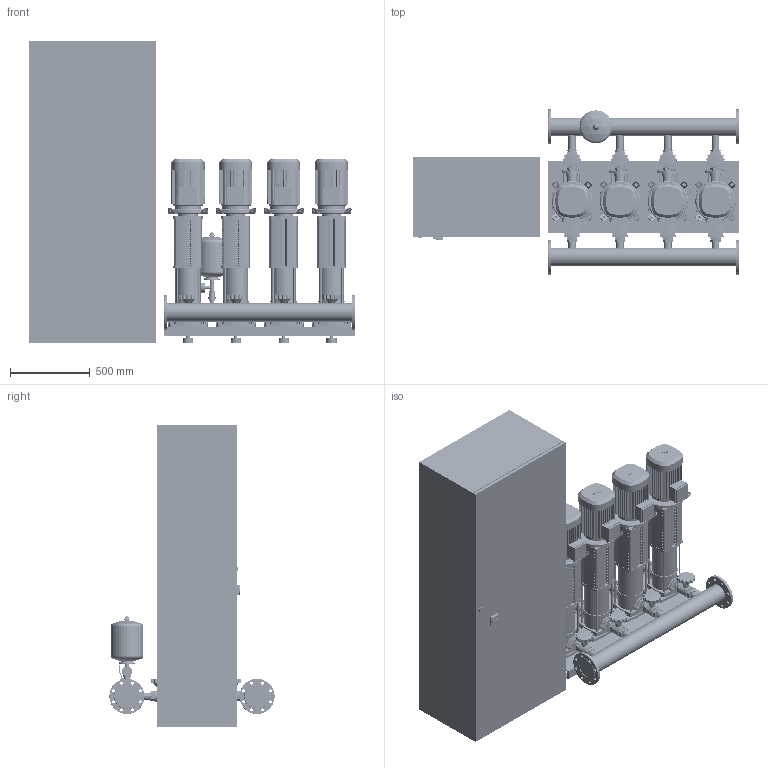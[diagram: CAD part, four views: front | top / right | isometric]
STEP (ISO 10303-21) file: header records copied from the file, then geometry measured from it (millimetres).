
FILE_DESCRIPTION((''),'2;1');
FILE_NAME('3d_COR-4HELIXV1607_K_CC-01-2532279.stp','2016-01-22T13:29:25',(''),(''),'Mechanical Desktop 2009','Mechanical Desktop 2009',', , ');
FILE_SCHEMA(('CONFIG_CONTROL_DESIGN'));
Length unit declared in the file: millimetre
Products named in the file (1): Product
Bounding box: 2050 x 1036 x 1900 mm (x, y, z)
Volume: 910908278.1 mm3; surface area: 17656044.6 mm2
Topology: 202 solids, 202 shells, 7528 faces, 20017 edges, 13126 vertices
Faces by surface type: plane 3294, bspline 2028, cylinder 1748, cone 312, torus 120, sphere 26
Entity records: 250201 total; most frequent: CARTESIAN_POINT 62970, ORIENTED_EDGE 39986, DIRECTION 36093, EDGE_CURVE 19993, VERTEX_POINT 13120, VECTOR 13111, LINE 13111, AXIS2_PLACEMENT_3D 11491
